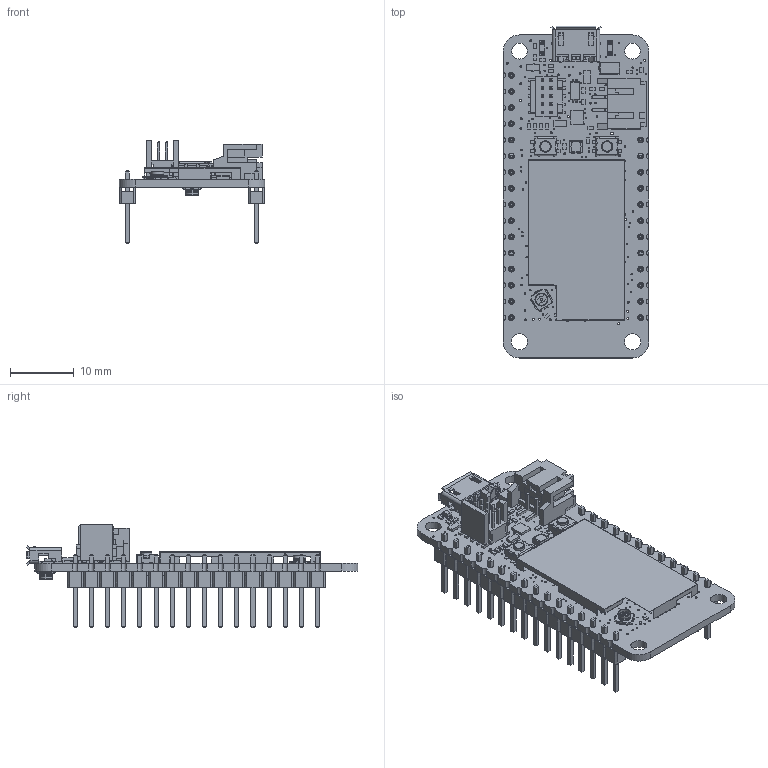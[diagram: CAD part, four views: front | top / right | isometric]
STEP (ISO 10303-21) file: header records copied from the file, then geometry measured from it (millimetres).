
FILE_DESCRIPTION(/* description */ (''),/* implementation_level */ '2;1');
FILE_NAME(/* name */ 'xenonv1.step',/* time_stamp */ '2019-03-15T15:13:40-07:00',/* author */ (''),/* organization */ (''),/* preprocessor_version */ 'ST-DEVELOPER v17.2',/* originating_system */ 'Autodesk Translation Framework v7.6.0.251',/* authorisation */ '');
FILE_SCHEMA (('AUTOMOTIVE_DESIGN { 1 0 10303 214 3 1 1 }'));
Products named in the file (58): Xenon V1.00; PCB Component; Board; FTSH_105_01_L_DV_K; _FTSH_105_01_L_DV_K_body_2; _FTSH_105_01_L_DV_K_pins1_4; _FTSH_105_01_L_DV_K_pins2_6; JSTPH2; housing; pin; mount; LED_CLVBA-FKA v1; switch v1; uFL; MBR120; MICRO_led (1); microUSB; DO-220AA SMP v1; xenon-rf-shield-v002 v6; capacitor-smd v2; ic; 0402-resistor v2; capacitor-smd v2 (1); Pin Header 1x16 TH Pitch 2.54mm v3 v1; asm_pin (1); asm_pin (1)_1; asm_pin (1)_2; asm_pin (1)_3; asm_pin (1)_4; asm_pin (1)_5; asm_pin (1)_6; asm_pin (1)_7; asm_pin (1)_8; asm_pin (1)_9; asm_pin (1)_10; asm_pin (1)_11; asm_pin (1)_12; asm_pin (1)_13; asm_pin (1)_14; asm_pin (1)_15 ...
Assembly tree (133 placements, depth 4):
  Xenon V1.00
    PCB Component
      Board
    FTSH_105_01_L_DV_K
      _FTSH_105_01_L_DV_K_body_2
      _FTSH_105_01_L_DV_K_pins1_4
      _FTSH_105_01_L_DV_K_pins2_6
    JSTPH2
      pin  x2
      mount  x2
      housing
    switch v1  x2
    LED_CLVBA-FKA v1
    uFL  x2
    MBR120
    MICRO_led (1)  x2
    microUSB
    DO-220AA SMP v1
    0402-resistor v2  x18
    xenon-rf-shield-v002 v6
    capacitor-smd v2
    capacitor-smd v2 (1)  x2
    ic
    0402-resistor v2 (1)  x2
    Pin Header 1x16 TH Pitch 2.54mm v3 v1
      asm_pin (1)
        spacer (1)
        pin (1)
      asm_pin (1)_1
        spacer (1)
        pin (1)
      asm_pin (1)_2
        spacer (1)
        pin (1)
      asm_pin (1)_3
        spacer (1)
        pin (1)
      asm_pin (1)_4
        spacer (1)
        pin (1)
      asm_pin (1)_5
        spacer (1)
        pin (1)
      asm_pin (1)_6
        spacer (1)
        pin (1)
      asm_pin (1)_7
        spacer (1)
        pin (1)
      asm_pin (1)_8
        spacer (1)
        pin (1)
      asm_pin (1)_9
        spacer (1)
        pin (1)
      asm_pin (1)_10
        spacer (1)
        pin (1)
      asm_pin (1)_11
        spacer (1)
Bounding box: 22.86 x 52.21 x 16.25 mm (x, y, z)
Volume: 2205.4 mm3; surface area: 7256.1 mm2
Topology: 135 solids, 135 shells, 2994 faces, 7730 edges, 4979 vertices
Faces by surface type: plane 2210, cylinder 594, bspline 150, torus 26, cone 10, sphere 4
Full cylindrical faces by diameter (mm): 0.2 x209, 0.25 x6, 0.3 x94, 0.305 x1, 0.35 x3, 0.4 x2, 0.45 x2, 0.5 x2, 0.6 x2, 0.9 x28, 1.8 x4, 1.95 x2, 2 x4, 2.5 x2, 2.54 x2
Entity records: 71894 total; most frequent: CARTESIAN_POINT 22940, DIRECTION 9605, ORIENTED_EDGE 9590, EDGE_CURVE 4795, LINE 3595, VECTOR 3595, VERTEX_POINT 3144, AXIS2_PLACEMENT_3D 3005
